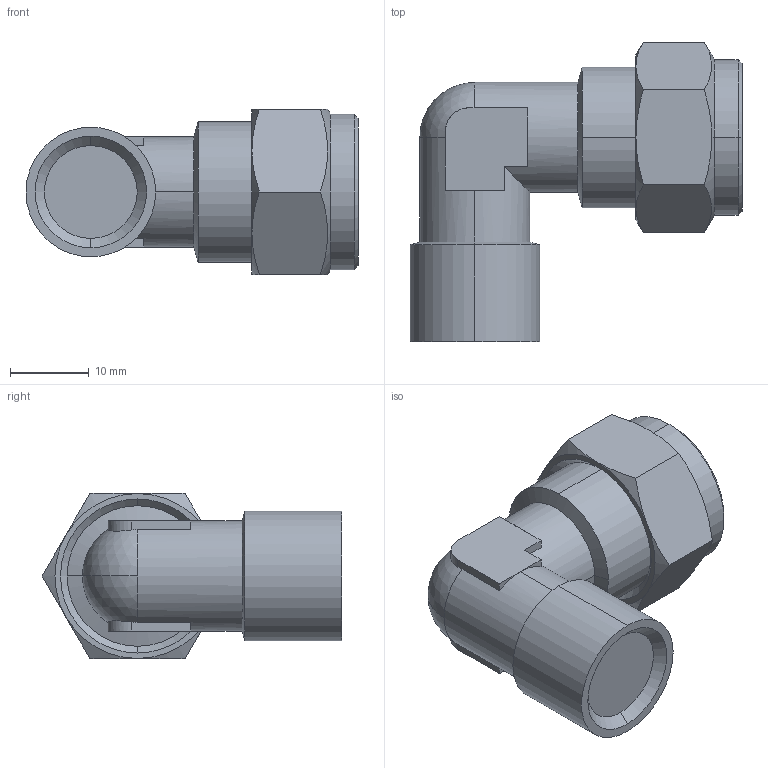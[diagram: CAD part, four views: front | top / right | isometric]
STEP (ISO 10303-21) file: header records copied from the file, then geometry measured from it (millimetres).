
FILE_DESCRIPTION (( 'STEP AP214' ), '1' );
FILE_NAME ('1029000010.step', '2013-02-25T17:14:46', ( '' ), ( '' ), 'SwSTEP 2.0', 'SolidWorks 2012', '' );
FILE_SCHEMA (( 'AUTOMOTIVE_DESIGN' ));
Length unit declared in the file: millimetre
Products named in the file (1): 1029000010
Bounding box: 42.25 x 38.12 x 21 mm (x, y, z)
Volume: 13071.3 mm3; surface area: 4110.2 mm2
Topology: 1 solids, 3 shells, 74 faces, 164 edges, 99 vertices
Faces by surface type: plane 31, cone 25, cylinder 16, sphere 2
Entity records: 3016 total; most frequent: CARTESIAN_POINT 555, DIRECTION 343, ORIENTED_EDGE 328, EDGE_CURVE 164, AXIS2_PLACEMENT_3D 136, VERTEX_POINT 99, UNCERTAINTY_MEASURE_WITH_UNIT 77, EDGE_LOOP 77
